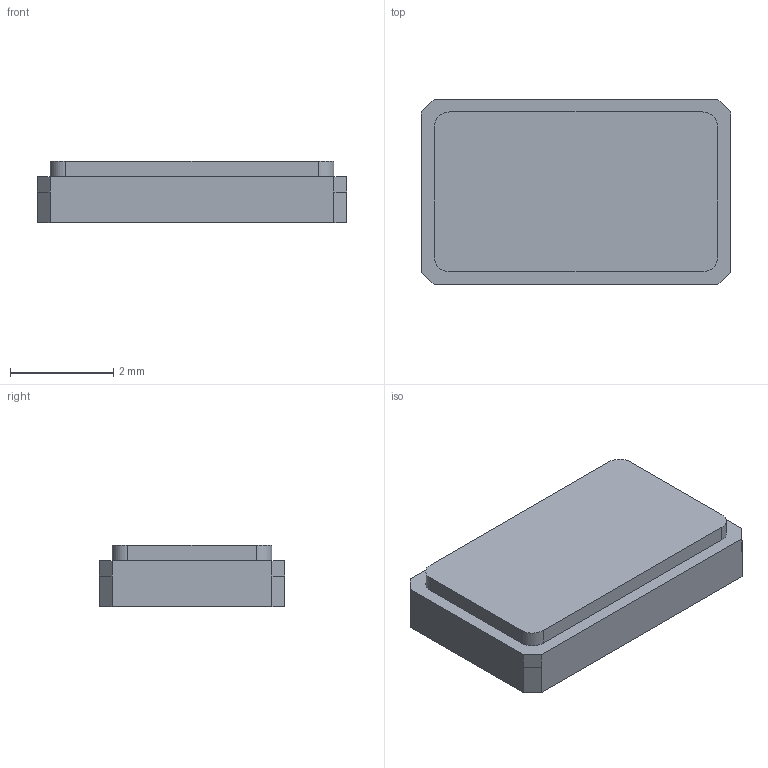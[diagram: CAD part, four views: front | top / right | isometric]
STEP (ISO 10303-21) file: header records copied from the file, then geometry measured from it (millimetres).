
FILE_DESCRIPTION (( 'STEP AP214' ), '1' );
FILE_NAME ('ABMM2-8.000MHZ-E2-T.STEP', '2022-03-18T09:12:51', ( '' ), ( '' ), 'SwSTEP 2.0', 'SolidWorks 2018', '' );
FILE_SCHEMA (( 'AUTOMOTIVE_DESIGN' ));
Length unit declared in the file: millimetre
Products named in the file (1): ABMM2-8.000MHZ-E2-T
Bounding box: 6 x 3.6 x 1.2 mm (x, y, z)
Volume: 24.2 mm3; surface area: 65.6 mm2
Topology: 1 solids, 1 shells, 51 faces, 132 edges, 88 vertices
Faces by surface type: plane 47, cylinder 4
Entity records: 2129 total; most frequent: CARTESIAN_POINT 272, ORIENTED_EDGE 264, DIRECTION 244, EDGE_CURVE 132, VECTOR 124, LINE 124, VERTEX_POINT 88, AXIS2_PLACEMENT_3D 60
